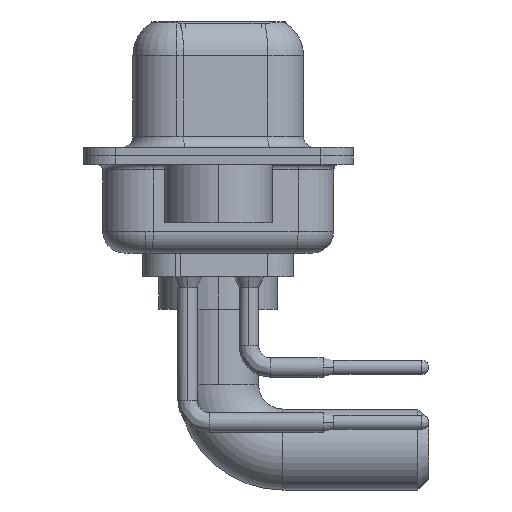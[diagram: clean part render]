
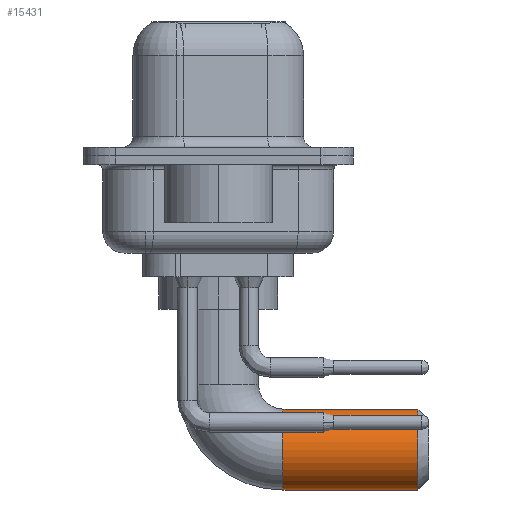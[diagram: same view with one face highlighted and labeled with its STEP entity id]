
A CAD part, left-side view. The second image highlights one B-rep face of the part: STEP entity #15431.
In plain terms, the highlighted cylindrical face has radius 1.875 mm (diameter 3.75 mm), a partial arc.
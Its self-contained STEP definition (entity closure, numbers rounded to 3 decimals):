
#310 = ORIENTED_EDGE ( 'NONE', *, *, #12842, .T. ) ;
#378 = EDGE_CURVE ( 'NONE', #7660, #13593, #6934, .T. ) ;
#688 = CYLINDRICAL_SURFACE ( 'NONE', #16705, 1.875 ) ;
#955 = FACE_OUTER_BOUND ( 'NONE', #14578, .T. ) ;
#1352 = CARTESIAN_POINT ( 'NONE',  ( 0., -3., -8.375 ) ) ;
#1515 = VECTOR ( 'NONE', #6546, 1000. ) ;
#1778 = ORIENTED_EDGE ( 'NONE', *, *, #378, .T. ) ;
#2767 = CARTESIAN_POINT ( 'NONE',  ( 0., -3., -6.5 ) ) ;
#2830 = LINE ( 'NONE', #1352, #3312 ) ;
#3312 = VECTOR ( 'NONE', #7383, 1000. ) ;
#3650 = LINE ( 'NONE', #9351, #1515 ) ;
#3804 = VERTEX_POINT ( 'NONE', #9348 ) ;
#4759 = DIRECTION ( 'NONE',  ( 0., 0., -1. ) ) ;
#4781 = CARTESIAN_POINT ( 'NONE',  ( 0., -9.25, -4.625 ) ) ;
#6546 = DIRECTION ( 'NONE',  ( 0., -1., 0. ) ) ;
#6934 = CIRCLE ( 'NONE', #11427, 1.875 ) ;
#7021 = DIRECTION ( 'NONE',  ( 0., 0., -1. ) ) ;
#7364 = ORIENTED_EDGE ( 'NONE', *, *, #14853, .F. ) ;
#7383 = DIRECTION ( 'NONE',  ( 0., -1., 0. ) ) ;
#7660 = VERTEX_POINT ( 'NONE', #12375 ) ;
#9348 = CARTESIAN_POINT ( 'NONE',  ( 0., -3., -8.375 ) ) ;
#9351 = CARTESIAN_POINT ( 'NONE',  ( 0., -3., -4.625 ) ) ;
#11427 = AXIS2_PLACEMENT_3D ( 'NONE', #15608, #16717, #7021 ) ;
#11860 = CARTESIAN_POINT ( 'NONE',  ( 0., -3., -6.5 ) ) ;
#12058 = EDGE_CURVE ( 'NONE', #3804, #7660, #2830, .T. ) ;
#12375 = CARTESIAN_POINT ( 'NONE',  ( 0., -9.25, -8.375 ) ) ;
#12656 = DIRECTION ( 'NONE',  ( -1., 0., 0. ) ) ;
#12842 = EDGE_CURVE ( 'NONE', #16165, #3804, #14664, .T. ) ;
#13593 = VERTEX_POINT ( 'NONE', #4781 ) ;
#14513 = CARTESIAN_POINT ( 'NONE',  ( 0., -3., -4.625 ) ) ;
#14578 = EDGE_LOOP ( 'NONE', ( #7364, #310, #14656, #1778 ) ) ;
#14656 = ORIENTED_EDGE ( 'NONE', *, *, #12058, .T. ) ;
#14664 = CIRCLE ( 'NONE', #16759, 1.875 ) ;
#14853 = EDGE_CURVE ( 'NONE', #16165, #13593, #3650, .T. ) ;
#15431 = ADVANCED_FACE ( 'NONE', ( #955 ), #688, .T. ) ;
#15608 = CARTESIAN_POINT ( 'NONE',  ( 0., -9.25, -6.5 ) ) ;
#15640 = DIRECTION ( 'NONE',  ( 0., -1., 0. ) ) ;
#16165 = VERTEX_POINT ( 'NONE', #14513 ) ;
#16705 = AXIS2_PLACEMENT_3D ( 'NONE', #11860, #17535, #4759 ) ;
#16717 = DIRECTION ( 'NONE',  ( 0., 1., 0. ) ) ;
#16759 = AXIS2_PLACEMENT_3D ( 'NONE', #2767, #15640, #12656 ) ;
#17535 = DIRECTION ( 'NONE',  ( 0., -1., 0. ) ) ;
